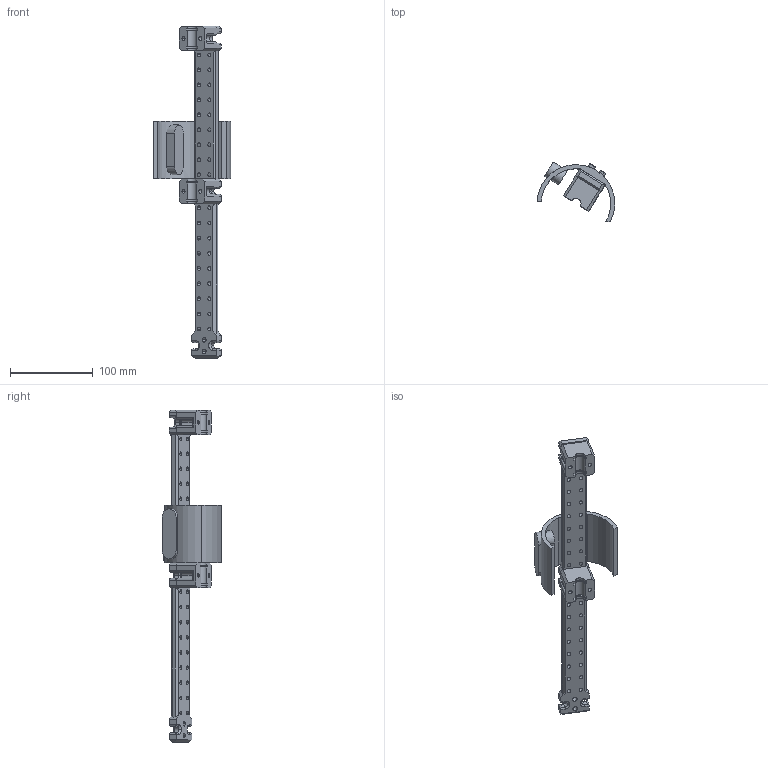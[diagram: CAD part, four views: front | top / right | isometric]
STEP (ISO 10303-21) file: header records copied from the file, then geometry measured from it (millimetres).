
FILE_DESCRIPTION (( 'STEP AP203' ), '1' );
FILE_NAME ('barrier.STEP', '2024-06-27T03:56:46', ( '' ), ( '' ), 'SwSTEP 2.0', 'SolidWorks 2023', '' );
FILE_SCHEMA (( 'CONFIG_CONTROL_DESIGN' ));
Length unit declared in the file: millimetre
Products named in the file (8): barrier; 155_protection; vis; protection_main; Pièce3^barrier; Pièce2; attach_protection_左ストッパー; 156_protection
Assembly tree (14 placements, depth 2):
  barrier
    attach_protection_左ストッパー  x2
    155_protection
    156_protection
    Pièce2
    vis  x8
    Pièce3^barrier
  protection_main
Bounding box: 94.01 x 72.44 x 401.8 mm (x, y, z)
Volume: 238360.1 mm3; surface area: 83463.2 mm2
Topology: 14 solids, 14 shells, 430 faces, 1070 edges, 688 vertices
Faces by surface type: cylinder 255, plane 149, torus 26
Entity records: 12058 total; most frequent: CARTESIAN_POINT 2556, DIRECTION 1845, ORIENTED_EDGE 1708, EDGE_CURVE 854, AXIS2_PLACEMENT_3D 701, VERTEX_POINT 548, EDGE_LOOP 446, LINE 443
